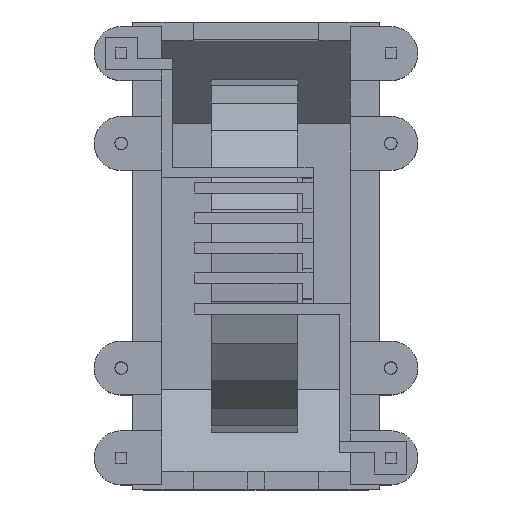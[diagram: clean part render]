
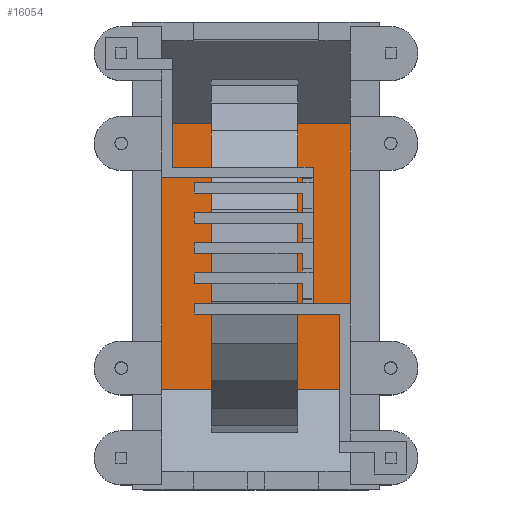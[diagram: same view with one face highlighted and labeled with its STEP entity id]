
A CAD part, top view. The second image highlights one B-rep face of the part: STEP entity #16054.
In plain terms, the highlighted planar face has unit normal (0, 0, 1).
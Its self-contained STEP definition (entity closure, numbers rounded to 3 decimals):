
#601 = PLANE('',#602);
#602 = AXIS2_PLACEMENT_3D('',#603,#604,#605);
#603 = CARTESIAN_POINT('',(1.,-2.35,28.));
#604 = DIRECTION('',(1.,0.,0.));
#605 = DIRECTION('',(0.,0.,1.));
#15172 = PLANE('',#15173);
#15173 = AXIS2_PLACEMENT_3D('',#15174,#15175,#15176);
#15174 = CARTESIAN_POINT('',(11.5,17.15,28.));
#15175 = DIRECTION('',(-1.,0.,0.));
#15176 = DIRECTION('',(0.,-1.,0.));
#15967 = PLANE('',#15968);
#15968 = AXIS2_PLACEMENT_3D('',#15969,#15970,#15971);
#15969 = CARTESIAN_POINT('',(11.5,19.4,5.6));
#15970 = DIRECTION('',(0.,-0.707,
    0.707));
#15971 = DIRECTION('',(0.,-0.707,-0.707));
#15984 = VERTEX_POINT('',#15985);
#15985 = CARTESIAN_POINT('',(1.,14.8,1.));
#16006 = EDGE_CURVE('',#16007,#15984,#16009,.T.);
#16007 = VERTEX_POINT('',#16008);
#16008 = CARTESIAN_POINT('',(11.5,14.8,1.));
#16009 = SURFACE_CURVE('',#16010,(#16014,#16021),.PCURVE_S1.);
#16010 = LINE('',#16011,#16012);
#16011 = CARTESIAN_POINT('',(11.5,14.8,1.));
#16012 = VECTOR('',#16013,1.);
#16013 = DIRECTION('',(-1.,0.,0.));
#16014 = PCURVE('',#15967,#16015);
#16015 = DEFINITIONAL_REPRESENTATION('',(#16016),#16020);
#16016 = LINE('',#16017,#16018);
#16017 = CARTESIAN_POINT('',(6.505,0.));
#16018 = VECTOR('',#16019,1.);
#16019 = DIRECTION('',(0.,-1.));
#16020 = ( GEOMETRIC_REPRESENTATION_CONTEXT(2) 
PARAMETRIC_REPRESENTATION_CONTEXT() REPRESENTATION_CONTEXT('2D SPACE',''
  ) );
#16021 = PCURVE('',#16022,#16027);
#16022 = PLANE('',#16023);
#16023 = AXIS2_PLACEMENT_3D('',#16024,#16025,#16026);
#16024 = CARTESIAN_POINT('',(1.,14.8,1.));
#16025 = DIRECTION('',(0.,0.,1.));
#16026 = DIRECTION('',(0.,1.,0.));
#16027 = DEFINITIONAL_REPRESENTATION('',(#16028),#16032);
#16028 = LINE('',#16029,#16030);
#16029 = CARTESIAN_POINT('',(0.,-10.5));
#16030 = VECTOR('',#16031,1.);
#16031 = DIRECTION('',(0.,1.));
#16032 = ( GEOMETRIC_REPRESENTATION_CONTEXT(2) 
PARAMETRIC_REPRESENTATION_CONTEXT() REPRESENTATION_CONTEXT('2D SPACE',''
  ) );
#16054 = ADVANCED_FACE('',(#16055),#16022,.T.);
#16055 = FACE_BOUND('',#16056,.T.);
#16056 = EDGE_LOOP('',(#16057,#16080,#16108,#16129));
#16057 = ORIENTED_EDGE('',*,*,#16058,.F.);
#16058 = EDGE_CURVE('',#16059,#15984,#16061,.T.);
#16059 = VERTEX_POINT('',#16060);
#16060 = CARTESIAN_POINT('',(1.,0.,1.));
#16061 = SURFACE_CURVE('',#16062,(#16066,#16073),.PCURVE_S1.);
#16062 = LINE('',#16063,#16064);
#16063 = CARTESIAN_POINT('',(1.,0.,1.));
#16064 = VECTOR('',#16065,1.);
#16065 = DIRECTION('',(0.,1.,0.));
#16066 = PCURVE('',#16022,#16067);
#16067 = DEFINITIONAL_REPRESENTATION('',(#16068),#16072);
#16068 = LINE('',#16069,#16070);
#16069 = CARTESIAN_POINT('',(-14.8,0.));
#16070 = VECTOR('',#16071,1.);
#16071 = DIRECTION('',(1.,0.));
#16072 = ( GEOMETRIC_REPRESENTATION_CONTEXT(2) 
PARAMETRIC_REPRESENTATION_CONTEXT() REPRESENTATION_CONTEXT('2D SPACE',''
  ) );
#16073 = PCURVE('',#601,#16074);
#16074 = DEFINITIONAL_REPRESENTATION('',(#16075),#16079);
#16075 = LINE('',#16076,#16077);
#16076 = CARTESIAN_POINT('',(-27.,-2.35));
#16077 = VECTOR('',#16078,1.);
#16078 = DIRECTION('',(0.,-1.));
#16079 = ( GEOMETRIC_REPRESENTATION_CONTEXT(2) 
PARAMETRIC_REPRESENTATION_CONTEXT() REPRESENTATION_CONTEXT('2D SPACE',''
  ) );
#16080 = ORIENTED_EDGE('',*,*,#16081,.F.);
#16081 = EDGE_CURVE('',#16082,#16059,#16084,.T.);
#16082 = VERTEX_POINT('',#16083);
#16083 = CARTESIAN_POINT('',(11.5,0.,1.));
#16084 = SURFACE_CURVE('',#16085,(#16089,#16096),.PCURVE_S1.);
#16085 = LINE('',#16086,#16087);
#16086 = CARTESIAN_POINT('',(11.5,0.,1.));
#16087 = VECTOR('',#16088,1.);
#16088 = DIRECTION('',(-1.,0.,0.));
#16089 = PCURVE('',#16022,#16090);
#16090 = DEFINITIONAL_REPRESENTATION('',(#16091),#16095);
#16091 = LINE('',#16092,#16093);
#16092 = CARTESIAN_POINT('',(-14.8,-10.5));
#16093 = VECTOR('',#16094,1.);
#16094 = DIRECTION('',(0.,1.));
#16095 = ( GEOMETRIC_REPRESENTATION_CONTEXT(2) 
PARAMETRIC_REPRESENTATION_CONTEXT() REPRESENTATION_CONTEXT('2D SPACE',''
  ) );
#16096 = PCURVE('',#16097,#16102);
#16097 = PLANE('',#16098);
#16098 = AXIS2_PLACEMENT_3D('',#16099,#16100,#16101);
#16099 = CARTESIAN_POINT('',(1.,-4.6,5.6));
#16100 = DIRECTION('',(0.,0.707,0.707
    ));
#16101 = DIRECTION('',(0.,-0.707,0.707));
#16102 = DEFINITIONAL_REPRESENTATION('',(#16103),#16107);
#16103 = LINE('',#16104,#16105);
#16104 = CARTESIAN_POINT('',(-6.505,10.5));
#16105 = VECTOR('',#16106,1.);
#16106 = DIRECTION('',(0.,-1.));
#16107 = ( GEOMETRIC_REPRESENTATION_CONTEXT(2) 
PARAMETRIC_REPRESENTATION_CONTEXT() REPRESENTATION_CONTEXT('2D SPACE',''
  ) );
#16108 = ORIENTED_EDGE('',*,*,#16109,.T.);
#16109 = EDGE_CURVE('',#16082,#16007,#16110,.T.);
#16110 = SURFACE_CURVE('',#16111,(#16115,#16122),.PCURVE_S1.);
#16111 = LINE('',#16112,#16113);
#16112 = CARTESIAN_POINT('',(11.5,0.,1.));
#16113 = VECTOR('',#16114,1.);
#16114 = DIRECTION('',(0.,1.,0.));
#16115 = PCURVE('',#16022,#16116);
#16116 = DEFINITIONAL_REPRESENTATION('',(#16117),#16121);
#16117 = LINE('',#16118,#16119);
#16118 = CARTESIAN_POINT('',(-14.8,-10.5));
#16119 = VECTOR('',#16120,1.);
#16120 = DIRECTION('',(1.,0.));
#16121 = ( GEOMETRIC_REPRESENTATION_CONTEXT(2) 
PARAMETRIC_REPRESENTATION_CONTEXT() REPRESENTATION_CONTEXT('2D SPACE',''
  ) );
#16122 = PCURVE('',#15172,#16123);
#16123 = DEFINITIONAL_REPRESENTATION('',(#16124),#16128);
#16124 = LINE('',#16125,#16126);
#16125 = CARTESIAN_POINT('',(17.15,-27.));
#16126 = VECTOR('',#16127,1.);
#16127 = DIRECTION('',(-1.,0.));
#16128 = ( GEOMETRIC_REPRESENTATION_CONTEXT(2) 
PARAMETRIC_REPRESENTATION_CONTEXT() REPRESENTATION_CONTEXT('2D SPACE',''
  ) );
#16129 = ORIENTED_EDGE('',*,*,#16006,.T.);
